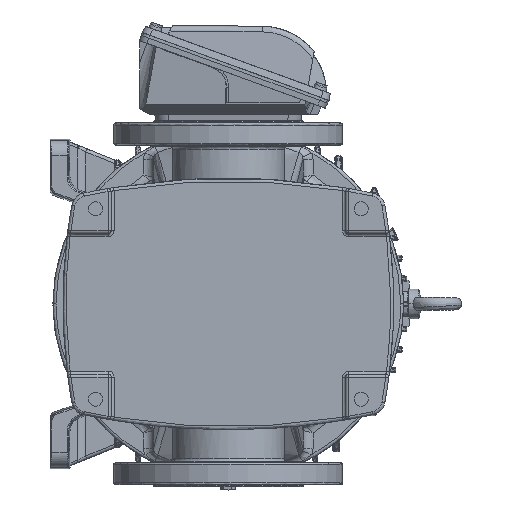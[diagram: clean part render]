
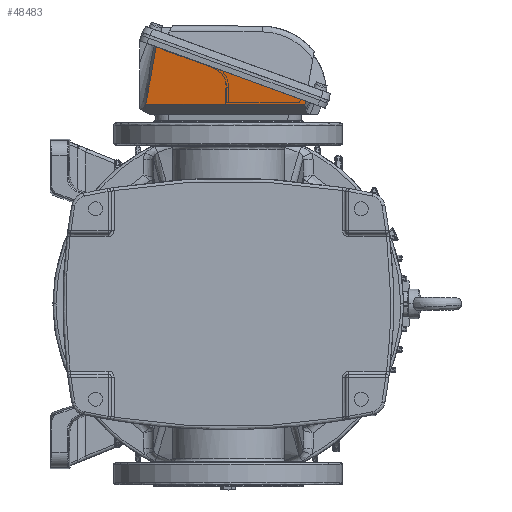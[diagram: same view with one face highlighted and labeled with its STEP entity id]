
A CAD part, front view. The second image highlights one B-rep face of the part: STEP entity #48483.
In plain terms, the highlighted face is planar.
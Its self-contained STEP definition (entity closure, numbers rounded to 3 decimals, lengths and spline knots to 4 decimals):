
#1340 = DIRECTION ( 'NONE',  ( 0.098, -0.036, 0.995 ) ) ;
#3862 = VECTOR ( 'NONE', #141086, 39.3701 ) ;
#5038 = LINE ( 'NONE', #116166, #159992 ) ;
#14005 = AXIS2_PLACEMENT_3D ( 'NONE', #91477, #1340, #15513 ) ;
#15513 = DIRECTION ( 'NONE',  ( -0.342, -0.94, 0. ) ) ;
#15731 = CARTESIAN_POINT ( 'NONE',  ( -7.9571, 3.0664, -3.0311 ) ) ;
#16732 = DIRECTION ( 'NONE',  ( 0.342, 0.94, 0. ) ) ;
#22078 = EDGE_CURVE ( 'NONE', #156795, #149043, #87719, .T. ) ;
#26709 = CARTESIAN_POINT ( 'NONE',  ( -7.3741, 2.7527, -3.1 ) ) ;
#27227 = CARTESIAN_POINT ( 'NONE',  ( -7.8346, -3.2427, -3.27 ) ) ;
#31275 = EDGE_CURVE ( 'NONE', #33350, #84432, #51039, .T. ) ;
#33350 = VERTEX_POINT ( 'NONE', #105339 ) ;
#40567 = CARTESIAN_POINT ( 'NONE',  ( -8.2473, -3.1644, -3.2265 ) ) ;
#40899 = EDGE_CURVE ( 'NONE', #84432, #156795, #5038, .T. ) ;
#41587 = VECTOR ( 'NONE', #106704, 39.3701 ) ;
#47462 = ORIENTED_EDGE ( 'NONE', *, *, #31275, .F. ) ;
#48483 = ADVANCED_FACE ( 'NONE', ( #67244 ), #154925, .T. ) ;
#51039 = LINE ( 'NONE', #51869, #164742 ) ;
#51869 = CARTESIAN_POINT ( 'NONE',  ( -10.5042, -2.7637, -2.9891 ) ) ;
#53527 = ORIENTED_EDGE ( 'NONE', *, *, #40899, .F. ) ;
#67244 = FACE_OUTER_BOUND ( 'NONE', #152714, .T. ) ;
#69336 = CARTESIAN_POINT ( 'NONE',  ( -7.8346, -3.2427, -3.27 ) ) ;
#74477 = DIRECTION ( 'NONE',  ( -0.98, 0.173, 0.103 ) ) ;
#76226 = ORIENTED_EDGE ( 'NONE', *, *, #98599, .F. ) ;
#76513 = CARTESIAN_POINT ( 'NONE',  ( -8.9214, -3.0428, -3.1555 ) ) ;
#84432 = VERTEX_POINT ( 'NONE', #119651 ) ;
#87719 = LINE ( 'NONE', #26709, #3862 ) ;
#89730 = VERTEX_POINT ( 'NONE', #69336 ) ;
#91477 = CARTESIAN_POINT ( 'NONE',  ( -10.5906, -3.248, -2.998 ) ) ;
#91499 = CARTESIAN_POINT ( 'NONE',  ( -8.6095, -3.0978, -3.1883 ) ) ;
#91736 = CARTESIAN_POINT ( 'NONE',  ( -7.8346, 4.2719, -2.9999 ) ) ;
#98599 = EDGE_CURVE ( 'NONE', #89730, #33350, #158331, .T. ) ;
#105339 = CARTESIAN_POINT ( 'NONE',  ( -8.9214, -3.0428, -3.1555 ) ) ;
#106704 = DIRECTION ( 'NONE',  ( 0., -0.999, -0.036 ) ) ;
#113763 = CARTESIAN_POINT ( 'NONE',  ( -7.8346, 3.0005, -3.0456 ) ) ;
#114195 = ORIENTED_EDGE ( 'NONE', *, *, #22078, .F. ) ;
#116166 = CARTESIAN_POINT ( 'NONE',  ( -10.2946, -3.3558, -3.0311 ) ) ;
#119651 = CARTESIAN_POINT ( 'NONE',  ( -10.1047, -2.8342, -3.0311 ) ) ;
#141086 = DIRECTION ( 'NONE',  ( 0.876, -0.471, -0.103 ) ) ;
#149043 = VERTEX_POINT ( 'NONE', #113763 ) ;
#150416 = ORIENTED_EDGE ( 'NONE', *, *, #158242, .F. ) ;
#152714 = EDGE_LOOP ( 'NONE', ( #114195, #53527, #47462, #76226, #150416 ) ) ;
#154925 = PLANE ( 'NONE',  #14005 ) ;
#156795 = VERTEX_POINT ( 'NONE', #15731 ) ;
#156801 = LINE ( 'NONE', #91736, #41587 ) ;
#158242 = EDGE_CURVE ( 'NONE', #149043, #89730, #156801, .T. ) ;
#158331 = B_SPLINE_CURVE_WITH_KNOTS ( 'NONE', 3,
 ( #27227, #40567, #91499, #76513 ),
 .UNSPECIFIED., .F., .F.,
 ( 4, 4 ),
 ( 0., 1. ),
 .UNSPECIFIED. ) ;
#159992 = VECTOR ( 'NONE', #16732, 39.3701 ) ;
#164742 = VECTOR ( 'NONE', #74477, 39.3701 ) ;
